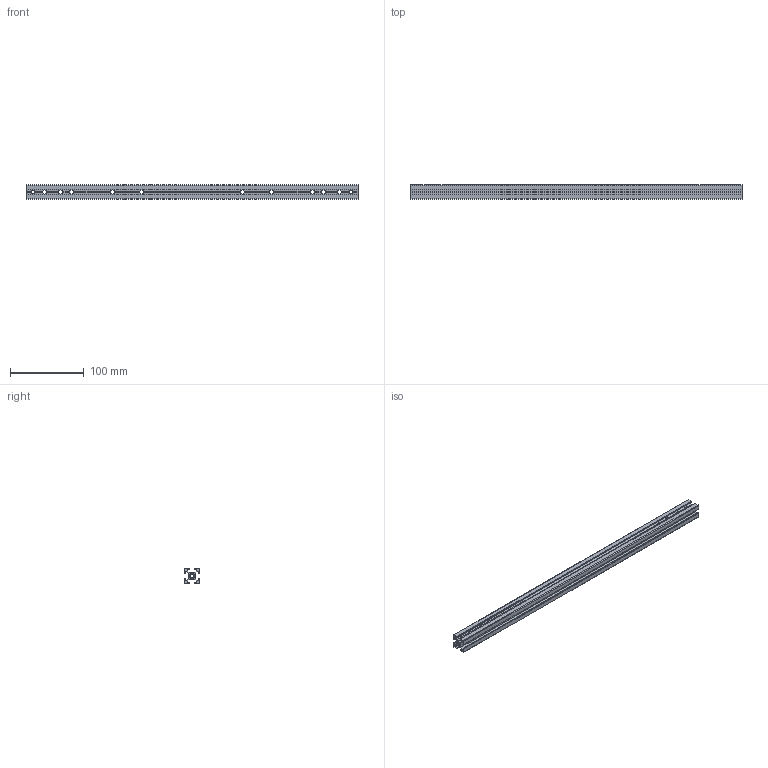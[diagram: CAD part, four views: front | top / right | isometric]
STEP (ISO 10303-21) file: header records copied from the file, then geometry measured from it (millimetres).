
FILE_DESCRIPTION (( 'STEP AP214' ), '1' );
FILE_NAME ('Ïðîôèëü20(step).STEP', '2024-03-29T14:49:14', ( '' ), ( '' ), 'SwSTEP 2.0', 'SolidWorks 2020', '' );
FILE_SCHEMA (( 'AUTOMOTIVE_DESIGN' ));
Length unit declared in the file: millimetre
Products named in the file (1): Ïðîôèëü20(step)
Bounding box: 450 x 20 x 20 mm (x, y, z)
Volume: 72538.9 mm3; surface area: 81766.5 mm2
Topology: 1 solids, 1 shells, 767 faces, 2367 edges, 1578 vertices
Faces by surface type: cylinder 441, plane 326
Entity records: 31453 total; most frequent: CARTESIAN_POINT 12393, ORIENTED_EDGE 4734, DIRECTION 3169, EDGE_CURVE 2367, VERTEX_POINT 1578, AXIS2_PLACEMENT_3D 1074, VECTOR 1021, LINE 1021
